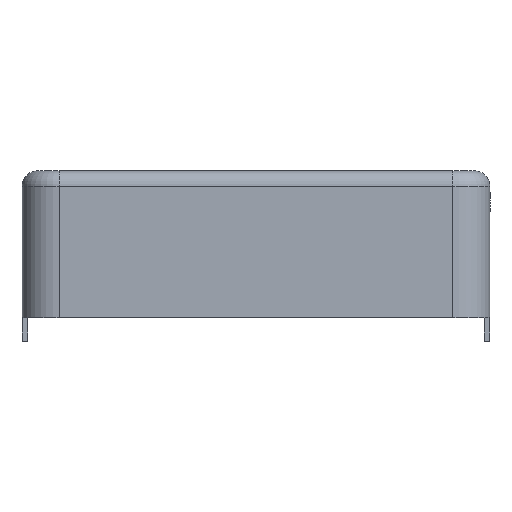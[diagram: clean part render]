
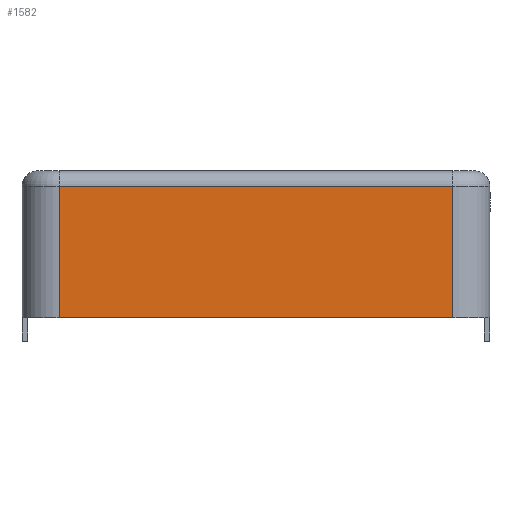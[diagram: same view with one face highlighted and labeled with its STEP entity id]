
A CAD part, left-side view. The second image highlights one B-rep face of the part: STEP entity #1582.
In plain terms, the highlighted face is planar.
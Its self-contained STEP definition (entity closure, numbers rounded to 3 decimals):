
#112=LINE('',#2499,#248);
#164=LINE('',#2633,#300);
#172=LINE('',#2665,#308);
#173=LINE('',#2667,#309);
#248=VECTOR('',#1980,1000.);
#300=VECTOR('',#2116,1000.);
#308=VECTOR('',#2152,1000.);
#309=VECTOR('',#2153,1000.);
#359=PLANE('',#1751);
#618=ORIENTED_EDGE('',*,*,#988,.T.);
#619=ORIENTED_EDGE('',*,*,#918,.F.);
#620=ORIENTED_EDGE('',*,*,#1004,.F.);
#621=ORIENTED_EDGE('',*,*,#1005,.T.);
#918=EDGE_CURVE('',#1138,#1135,#112,.T.);
#988=EDGE_CURVE('',#1179,#1135,#164,.T.);
#1004=EDGE_CURVE('',#1189,#1138,#172,.T.);
#1005=EDGE_CURVE('',#1189,#1179,#173,.T.);
#1135=VERTEX_POINT('',#2493);
#1138=VERTEX_POINT('',#2498);
#1179=VERTEX_POINT('',#2634);
#1189=VERTEX_POINT('',#2666);
#1358=EDGE_LOOP('',(#618,#619,#620,#621));
#1472=FACE_BOUND('',#1358,.T.);
#1582=ADVANCED_FACE('',(#1472),#359,.T.);
#1751=AXIS2_PLACEMENT_3D('',#2664,#2150,#2151);
#1980=DIRECTION('',(0.,-1.,0.));
#2116=DIRECTION('',(-1.,0.,0.));
#2150=DIRECTION('',(0.,0.,-1.));
#2151=DIRECTION('',(-1.,0.,0.));
#2152=DIRECTION('',(-1.,0.,0.));
#2153=DIRECTION('',(0.,-1.,0.));
#2493=CARTESIAN_POINT('',(-10.05,-7.5,-27.2));
#2498=CARTESIAN_POINT('',(-10.05,-0.8,-27.2));
#2499=CARTESIAN_POINT('',(-10.05,0.,-27.2));
#2633=CARTESIAN_POINT('',(10.05,-7.5,-27.2));
#2634=CARTESIAN_POINT('',(10.05,-7.5,-27.2));
#2664=CARTESIAN_POINT('',(10.05,0.,-27.2));
#2665=CARTESIAN_POINT('',(10.05,-0.8,-27.2));
#2666=CARTESIAN_POINT('',(10.05,-0.8,-27.2));
#2667=CARTESIAN_POINT('',(10.05,0.,-27.2));
